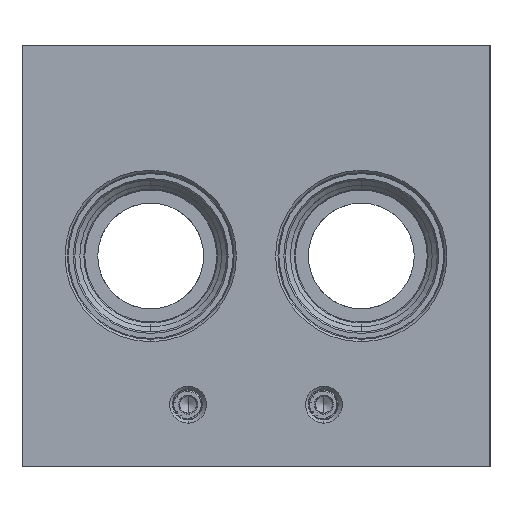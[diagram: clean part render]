
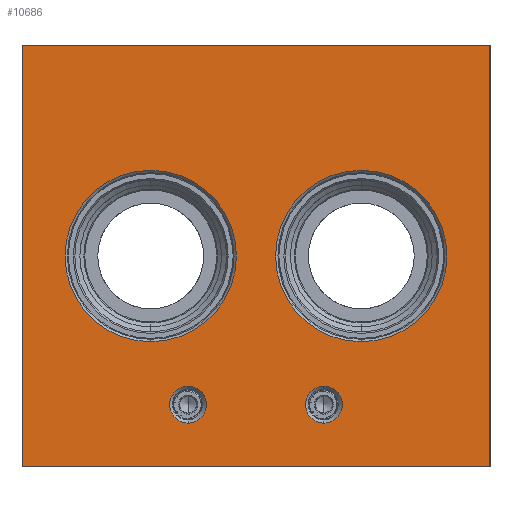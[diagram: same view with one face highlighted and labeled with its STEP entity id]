
A CAD part, left-side view. The second image highlights one B-rep face of the part: STEP entity #10686.
In plain terms, the highlighted planar face has unit normal (-1, 0, 0).
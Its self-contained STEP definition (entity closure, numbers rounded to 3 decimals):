
#281 = DIRECTION ( 'NONE',  ( -1., 0., 0. ) ) ;
#351 = VERTEX_POINT ( 'NONE', #20347 ) ;
#818 = FACE_BOUND ( 'NONE', #9090, .T. ) ;
#850 = EDGE_CURVE ( 'NONE', #951, #12835, #21454, .T. ) ;
#951 = VERTEX_POINT ( 'NONE', #1460 ) ;
#1328 = EDGE_CURVE ( 'NONE', #6429, #23583, #5861, .T. ) ;
#1460 = CARTESIAN_POINT ( 'NONE',  ( 0., 31., -30.165 ) ) ;
#1901 = CIRCLE ( 'NONE', #6546, 4.442 ) ;
#1994 = CIRCLE ( 'NONE', #10531, 20.635 ) ;
#1995 = FACE_BOUND ( 'NONE', #20701, .T. ) ;
#2422 = ORIENTED_EDGE ( 'NONE', *, *, #13411, .F. ) ;
#2622 = FACE_BOUND ( 'NONE', #19034, .T. ) ;
#2667 = ORIENTED_EDGE ( 'NONE', *, *, #5033, .F. ) ;
#3094 = DIRECTION ( 'NONE',  ( 0., 0., 1. ) ) ;
#3155 = DIRECTION ( 'NONE',  ( -1., 0., 0. ) ) ;
#3280 = CARTESIAN_POINT ( 'NONE',  ( 0., 0., 0. ) ) ;
#3504 = VECTOR ( 'NONE', #5605, 1000. ) ;
#4056 = CARTESIAN_POINT ( 'NONE',  ( 0., 72.7, -86.6 ) ) ;
#4078 = VERTEX_POINT ( 'NONE', #7133 ) ;
#4213 = AXIS2_PLACEMENT_3D ( 'NONE', #15216, #13453, #24574 ) ;
#4552 = CIRCLE ( 'NONE', #23644, 4.442 ) ;
#4674 = DIRECTION ( 'NONE',  ( -1., 0., 0. ) ) ;
#4998 = LINE ( 'NONE', #24657, #3504 ) ;
#5033 = EDGE_CURVE ( 'NONE', #10424, #21196, #4998, .T. ) ;
#5070 = DIRECTION ( 'NONE',  ( 0., 0., 1. ) ) ;
#5341 = EDGE_CURVE ( 'NONE', #23583, #6429, #1994, .T. ) ;
#5517 = PLANE ( 'NONE',  #14848 ) ;
#5526 = VECTOR ( 'NONE', #6799, 1000. ) ;
#5605 = DIRECTION ( 'NONE',  ( 0., 0., 1. ) ) ;
#5625 = LINE ( 'NONE', #3280, #20736 ) ;
#5742 = ORIENTED_EDGE ( 'NONE', *, *, #10548, .F. ) ;
#5861 = CIRCLE ( 'NONE', #10309, 20.635 ) ;
#6078 = CIRCLE ( 'NONE', #11256, 4.442 ) ;
#6233 = DIRECTION ( 'NONE',  ( 0., 0., 1. ) ) ;
#6340 = CARTESIAN_POINT ( 'NONE',  ( 0., 40., -82.158 ) ) ;
#6398 = DIRECTION ( 'NONE',  ( 0., -1., 0. ) ) ;
#6429 = VERTEX_POINT ( 'NONE', #13655 ) ;
#6546 = AXIS2_PLACEMENT_3D ( 'NONE', #4056, #281, #6233 ) ;
#6799 = DIRECTION ( 'NONE',  ( 0., 0., 1. ) ) ;
#6855 = ORIENTED_EDGE ( 'NONE', *, *, #13599, .F. ) ;
#7012 = CARTESIAN_POINT ( 'NONE',  ( 0., 81.7, -50.8 ) ) ;
#7051 = ORIENTED_EDGE ( 'NONE', *, *, #1328, .F. ) ;
#7133 = CARTESIAN_POINT ( 'NONE',  ( 0., 72.7, -82.158 ) ) ;
#7761 = CARTESIAN_POINT ( 'NONE',  ( 0., 0., -101.6 ) ) ;
#8147 = ORIENTED_EDGE ( 'NONE', *, *, #850, .F. ) ;
#8598 = DIRECTION ( 'NONE',  ( -1., 0., 0. ) ) ;
#8602 = DIRECTION ( 'NONE',  ( -1., 0., 0. ) ) ;
#9090 = EDGE_LOOP ( 'NONE', ( #14701, #12739 ) ) ;
#9181 = EDGE_CURVE ( 'NONE', #351, #4078, #1901, .T. ) ;
#9492 = AXIS2_PLACEMENT_3D ( 'NONE', #20080, #3155, #18273 ) ;
#9969 = VERTEX_POINT ( 'NONE', #6340 ) ;
#10110 = VERTEX_POINT ( 'NONE', #19941 ) ;
#10309 = AXIS2_PLACEMENT_3D ( 'NONE', #7012, #8602, #3094 ) ;
#10321 = CARTESIAN_POINT ( 'NONE',  ( 0., 31., -50.8 ) ) ;
#10424 = VERTEX_POINT ( 'NONE', #10450 ) ;
#10450 = CARTESIAN_POINT ( 'NONE',  ( 0., 112.7, -101.6 ) ) ;
#10531 = AXIS2_PLACEMENT_3D ( 'NONE', #21388, #16433, #5070 ) ;
#10548 = EDGE_CURVE ( 'NONE', #21196, #16597, #5625, .T. ) ;
#10686 = ADVANCED_FACE ( 'NONE', ( #2622, #1995, #16608, #19565, #818 ), #5517, .T. ) ;
#11256 = AXIS2_PLACEMENT_3D ( 'NONE', #16468, #8598, #21850 ) ;
#11480 = ORIENTED_EDGE ( 'NONE', *, *, #14369, .T. ) ;
#12739 = ORIENTED_EDGE ( 'NONE', *, *, #21815, .F. ) ;
#12741 = EDGE_CURVE ( 'NONE', #10110, #16597, #17083, .T. ) ;
#12835 = VERTEX_POINT ( 'NONE', #14205 ) ;
#13037 = ORIENTED_EDGE ( 'NONE', *, *, #9181, .F. ) ;
#13411 = EDGE_CURVE ( 'NONE', #4078, #351, #24200, .T. ) ;
#13453 = DIRECTION ( 'NONE',  ( -1., 0., 0. ) ) ;
#13483 = CIRCLE ( 'NONE', #24553, 20.635 ) ;
#13599 = EDGE_CURVE ( 'NONE', #12835, #951, #13483, .T. ) ;
#13655 = CARTESIAN_POINT ( 'NONE',  ( 0., 81.7, -71.435 ) ) ;
#13953 = EDGE_CURVE ( 'NONE', #9969, #23367, #6078, .T. ) ;
#14198 = ORIENTED_EDGE ( 'NONE', *, *, #5341, .F. ) ;
#14205 = CARTESIAN_POINT ( 'NONE',  ( 0., 31., -71.435 ) ) ;
#14369 = EDGE_CURVE ( 'NONE', #10424, #10110, #21473, .T. ) ;
#14701 = ORIENTED_EDGE ( 'NONE', *, *, #13953, .F. ) ;
#14848 = AXIS2_PLACEMENT_3D ( 'NONE', #15066, #20357, #24180 ) ;
#15066 = CARTESIAN_POINT ( 'NONE',  ( 0., 0., -101.6 ) ) ;
#15216 = CARTESIAN_POINT ( 'NONE',  ( 0., 72.7, -86.6 ) ) ;
#15372 = EDGE_LOOP ( 'NONE', ( #5742, #2667, #11480, #20851 ) ) ;
#15465 = EDGE_LOOP ( 'NONE', ( #14198, #7051 ) ) ;
#16222 = DIRECTION ( 'NONE',  ( 0., 0., 1. ) ) ;
#16433 = DIRECTION ( 'NONE',  ( -1., 0., 0. ) ) ;
#16468 = CARTESIAN_POINT ( 'NONE',  ( 0., 40., -86.6 ) ) ;
#16597 = VERTEX_POINT ( 'NONE', #17447 ) ;
#16608 = FACE_BOUND ( 'NONE', #15465, .T. ) ;
#17083 = LINE ( 'NONE', #7761, #5526 ) ;
#17447 = CARTESIAN_POINT ( 'NONE',  ( 0., 0., 0. ) ) ;
#18211 = CARTESIAN_POINT ( 'NONE',  ( 0., 40., -86.6 ) ) ;
#18273 = DIRECTION ( 'NONE',  ( 0., 0., 1. ) ) ;
#18815 = VECTOR ( 'NONE', #6398, 1000. ) ;
#19034 = EDGE_LOOP ( 'NONE', ( #2422, #13037 ) ) ;
#19510 = CARTESIAN_POINT ( 'NONE',  ( 0., 0., -101.6 ) ) ;
#19565 = FACE_OUTER_BOUND ( 'NONE', #15372, .T. ) ;
#19843 = DIRECTION ( 'NONE',  ( 0., 0., 1. ) ) ;
#19941 = CARTESIAN_POINT ( 'NONE',  ( 0., 0., -101.6 ) ) ;
#20080 = CARTESIAN_POINT ( 'NONE',  ( 0., 31., -50.8 ) ) ;
#20103 = DIRECTION ( 'NONE',  ( -1., 0., 0. ) ) ;
#20347 = CARTESIAN_POINT ( 'NONE',  ( 0., 72.7, -91.042 ) ) ;
#20357 = DIRECTION ( 'NONE',  ( -1., 0., 0. ) ) ;
#20683 = CARTESIAN_POINT ( 'NONE',  ( 0., 112.7, 0. ) ) ;
#20701 = EDGE_LOOP ( 'NONE', ( #8147, #6855 ) ) ;
#20736 = VECTOR ( 'NONE', #22185, 1000. ) ;
#20851 = ORIENTED_EDGE ( 'NONE', *, *, #12741, .T. ) ;
#21196 = VERTEX_POINT ( 'NONE', #20683 ) ;
#21388 = CARTESIAN_POINT ( 'NONE',  ( 0., 81.7, -50.8 ) ) ;
#21454 = CIRCLE ( 'NONE', #9492, 20.635 ) ;
#21473 = LINE ( 'NONE', #19510, #18815 ) ;
#21719 = CARTESIAN_POINT ( 'NONE',  ( 0., 40., -91.042 ) ) ;
#21815 = EDGE_CURVE ( 'NONE', #23367, #9969, #4552, .T. ) ;
#21850 = DIRECTION ( 'NONE',  ( 0., 0., 1. ) ) ;
#22185 = DIRECTION ( 'NONE',  ( 0., -1., 0. ) ) ;
#22427 = CARTESIAN_POINT ( 'NONE',  ( 0., 81.7, -30.165 ) ) ;
#23367 = VERTEX_POINT ( 'NONE', #21719 ) ;
#23583 = VERTEX_POINT ( 'NONE', #22427 ) ;
#23644 = AXIS2_PLACEMENT_3D ( 'NONE', #18211, #20103, #16222 ) ;
#24180 = DIRECTION ( 'NONE',  ( 0., 0., 1. ) ) ;
#24200 = CIRCLE ( 'NONE', #4213, 4.442 ) ;
#24553 = AXIS2_PLACEMENT_3D ( 'NONE', #10321, #4674, #19843 ) ;
#24574 = DIRECTION ( 'NONE',  ( 0., 0., 1. ) ) ;
#24657 = CARTESIAN_POINT ( 'NONE',  ( 0., 112.7, -101.6 ) ) ;
